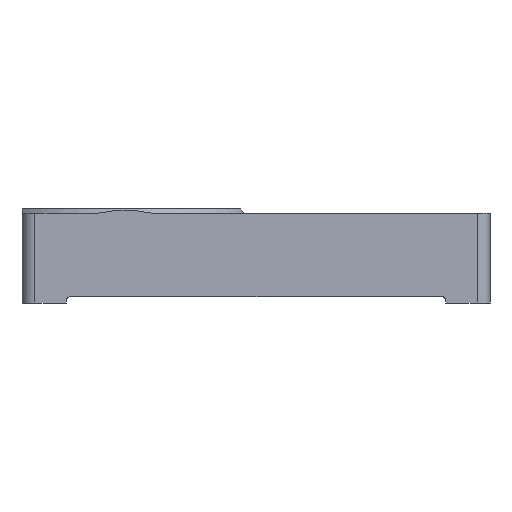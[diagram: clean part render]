
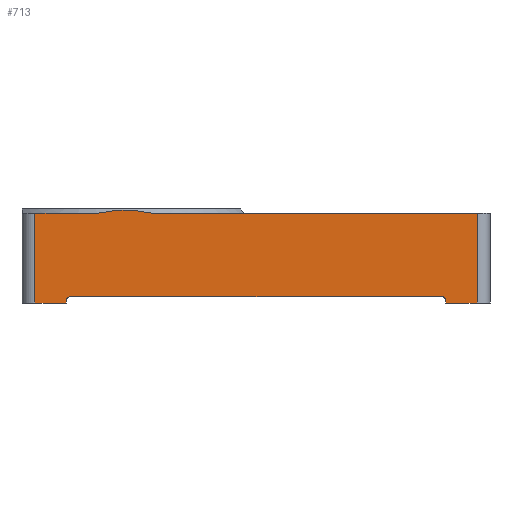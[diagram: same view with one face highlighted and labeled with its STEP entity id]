
A CAD part, left-side view. The second image highlights one B-rep face of the part: STEP entity #713.
In plain terms, the highlighted planar face has unit normal (-1, 0, 0).
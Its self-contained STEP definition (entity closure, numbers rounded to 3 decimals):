
#713=ADVANCED_FACE('',(#2063),#22486,.T.);
#2063=FACE_OUTER_BOUND('',#3480,.T.);
#3480=EDGE_LOOP('',(#7219,#7220,#7221,#7222,#7223,#7224,#7225,#7226,#7227,
#7228,#7229,#7230));
#7219=ORIENTED_EDGE('',*,*,#13571,.F.);
#7220=ORIENTED_EDGE('',*,*,#13482,.T.);
#7221=ORIENTED_EDGE('',*,*,#13502,.F.);
#7222=ORIENTED_EDGE('',*,*,#13511,.F.);
#7223=ORIENTED_EDGE('',*,*,#13503,.F.);
#7224=ORIENTED_EDGE('',*,*,#13513,.F.);
#7225=ORIENTED_EDGE('',*,*,#13504,.F.);
#7226=ORIENTED_EDGE('',*,*,#13509,.T.);
#7227=ORIENTED_EDGE('',*,*,#13572,.T.);
#7228=ORIENTED_EDGE('',*,*,#12766,.F.);
#7229=ORIENTED_EDGE('',*,*,#12703,.F.);
#7230=ORIENTED_EDGE('',*,*,#12764,.F.);
#12703=EDGE_CURVE('',#20255,#20256,#16160,.T.);
#12764=EDGE_CURVE('',#20302,#20255,#16196,.T.);
#12766=EDGE_CURVE('',#20256,#20303,#16198,.T.);
#13482=EDGE_CURVE('',#20664,#20685,#16453,.T.);
#13502=EDGE_CURVE('',#20684,#20685,#16467,.T.);
#13503=EDGE_CURVE('',#20687,#20686,#16468,.T.);
#13504=EDGE_CURVE('',#20689,#20688,#16469,.T.);
#13509=EDGE_CURVE('',#20689,#20666,#16474,.T.);
#13511=EDGE_CURVE('',#20686,#20684,#18229,.T.);
#13513=EDGE_CURVE('',#20688,#20687,#18231,.T.);
#13571=EDGE_CURVE('',#20664,#20302,#18278,.T.);
#13572=EDGE_CURVE('',#20666,#20303,#18279,.T.);
#16160=B_SPLINE_CURVE_WITH_KNOTS('',3,(#34115,#34116,#34117,#34118,#34119,
#34120,#34121,#34122,#34123,#34124,#34125,#34126,#34127,#34128,#34129,#34130,
#34131,#34132,#34133),.UNSPECIFIED.,.F.,.F.,(4,2,2,2,3,2,2,2,4),(0.,1.62,
3.24,4.86,6.48,8.1,9.72,
11.34,12.959),.UNSPECIFIED.);
#16196=B_SPLINE_CURVE_WITH_KNOTS('',1,(#34312,#34313),.UNSPECIFIED.,.F.,
 .F.,(2,2),(0.,14.536),.UNSPECIFIED.);
#16198=B_SPLINE_CURVE_WITH_KNOTS('',1,(#34316,#34317,#34318),
 .UNSPECIFIED.,.F.,.F.,(2,1,2),(0.,43.71,75.398),
 .UNSPECIFIED.);
#16453=B_SPLINE_CURVE_WITH_KNOTS('',1,(#36744,#36745),.UNSPECIFIED.,.F.,
 .F.,(2,2),(-102.781,-95.487),.UNSPECIFIED.);
#16467=B_SPLINE_CURVE_WITH_KNOTS('',1,(#36789,#36790),.UNSPECIFIED.,.F.,
 .F.,(2,2),(-53.104,-52.604),.UNSPECIFIED.);
#16468=B_SPLINE_CURVE_WITH_KNOTS('',1,(#36791,#36792),.UNSPECIFIED.,.F.,
 .F.,(2,2),(18.572,104.765),.UNSPECIFIED.);
#16469=B_SPLINE_CURVE_WITH_KNOTS('',1,(#36793,#36794),.UNSPECIFIED.,.F.,
 .F.,(2,2),(-21.362,-20.862),.UNSPECIFIED.);
#16474=B_SPLINE_CURVE_WITH_KNOTS('',1,(#36803,#36804),.UNSPECIFIED.,.F.,
 .F.,(2,2),(-7.294,0.),.UNSPECIFIED.);
#18229=(
BOUNDED_CURVE()
B_SPLINE_CURVE(2,(#36807,#36808,#36809),.UNSPECIFIED.,.F.,.F.)
B_SPLINE_CURVE_WITH_KNOTS((3,3),(-54.675,-53.104),
 .UNSPECIFIED.)
CURVE()
GEOMETRIC_REPRESENTATION_ITEM()
RATIONAL_B_SPLINE_CURVE((1.,0.707,1.))
REPRESENTATION_ITEM('')
);
#18231=(
BOUNDED_CURVE()
B_SPLINE_CURVE(2,(#36813,#36814,#36815),.UNSPECIFIED.,.F.,.F.)
B_SPLINE_CURVE_WITH_KNOTS((3,3),(-142.439,-140.868),
 .UNSPECIFIED.)
CURVE()
GEOMETRIC_REPRESENTATION_ITEM()
RATIONAL_B_SPLINE_CURVE((1.,0.707,1.))
REPRESENTATION_ITEM('')
);
#18278=(
BOUNDED_CURVE()
B_SPLINE_CURVE(1,(#36961,#36962,#36963,#36964),.UNSPECIFIED.,.F.,.F.)
B_SPLINE_CURVE_WITH_KNOTS((2,1,1,2),(-19.05,-17.361,-15.561,
1.8),.UNSPECIFIED.)
CURVE()
GEOMETRIC_REPRESENTATION_ITEM()
RATIONAL_B_SPLINE_CURVE((1.,1.,1.,1.))
REPRESENTATION_ITEM('')
);
#18279=(
BOUNDED_CURVE()
B_SPLINE_CURVE(1,(#36965,#36966,#36967,#36968),.UNSPECIFIED.,.F.,.F.)
B_SPLINE_CURVE_WITH_KNOTS((2,1,1,2),(-4.05,-2.361,
-0.561,16.8),.UNSPECIFIED.)
CURVE()
GEOMETRIC_REPRESENTATION_ITEM()
RATIONAL_B_SPLINE_CURVE((1.,1.,1.,1.))
REPRESENTATION_ITEM('')
);
#20255=VERTEX_POINT('',#29807);
#20256=VERTEX_POINT('',#29808);
#20302=VERTEX_POINT('',#29854);
#20303=VERTEX_POINT('',#29855);
#20664=VERTEX_POINT('',#30216);
#20666=VERTEX_POINT('',#30218);
#20684=VERTEX_POINT('',#30236);
#20685=VERTEX_POINT('',#30237);
#20686=VERTEX_POINT('',#30238);
#20687=VERTEX_POINT('',#30239);
#20688=VERTEX_POINT('',#30240);
#20689=VERTEX_POINT('',#30241);
#22486=PLANE('',#24113);
#24113=AXIS2_PLACEMENT_3D('',#27543,#25374,$);
#25374=DIRECTION('',(-1.,0.,0.));
#27543=CARTESIAN_POINT('',(-104.575,-20.848,0.954));
#29807=CARTESIAN_POINT('',(-104.575,67.397,0.));
#29808=CARTESIAN_POINT('',(-104.575,54.551,0.));
#29854=CARTESIAN_POINT('',(-104.575,81.933,0.));
#29855=CARTESIAN_POINT('',(-104.575,-20.848,0.));
#30216=CARTESIAN_POINT('',(-104.575,81.933,-20.85));
#30218=CARTESIAN_POINT('',(-104.575,-20.848,-20.85));
#30236=CARTESIAN_POINT('',(-104.575,74.639,-20.35));
#30237=CARTESIAN_POINT('',(-104.575,74.639,-20.85));
#30238=CARTESIAN_POINT('',(-104.575,73.639,-19.35));
#30239=CARTESIAN_POINT('',(-104.575,-12.554,-19.35));
#30240=CARTESIAN_POINT('',(-104.575,-13.554,-20.35));
#30241=CARTESIAN_POINT('',(-104.575,-13.554,-20.85));
#34115=CARTESIAN_POINT('',(-104.575,67.397,0.));
#34116=CARTESIAN_POINT('',(-104.575,66.87,0.12));
#34117=CARTESIAN_POINT('',(-104.575,66.341,0.226));
#34118=CARTESIAN_POINT('',(-104.575,65.276,0.41));
#34119=CARTESIAN_POINT('',(-104.575,64.742,0.487));
#34120=CARTESIAN_POINT('',(-104.575,63.669,0.612));
#34121=CARTESIAN_POINT('',(-104.575,63.132,0.659));
#34122=CARTESIAN_POINT('',(-104.575,62.053,0.723));
#34123=CARTESIAN_POINT('',(-104.575,61.514,0.739));
#34124=CARTESIAN_POINT('',(-104.575,60.974,0.739));
#34125=CARTESIAN_POINT('',(-104.575,60.433,0.739));
#34126=CARTESIAN_POINT('',(-104.575,59.894,0.723));
#34127=CARTESIAN_POINT('',(-104.575,58.816,0.659));
#34128=CARTESIAN_POINT('',(-104.575,58.278,0.612));
#34129=CARTESIAN_POINT('',(-104.575,57.205,0.487));
#34130=CARTESIAN_POINT('',(-104.575,56.671,0.41));
#34131=CARTESIAN_POINT('',(-104.575,55.606,0.226));
#34132=CARTESIAN_POINT('',(-104.575,55.077,0.12));
#34133=CARTESIAN_POINT('',(-104.575,54.551,0.));
#34312=CARTESIAN_POINT('',(-104.575,81.933,0.));
#34313=CARTESIAN_POINT('',(-104.575,67.397,0.));
#34316=CARTESIAN_POINT('',(-104.575,54.551,0.));
#34317=CARTESIAN_POINT('',(-104.575,10.84,0.));
#34318=CARTESIAN_POINT('',(-104.575,-20.848,0.));
#36744=CARTESIAN_POINT('',(-104.575,81.933,-20.85));
#36745=CARTESIAN_POINT('',(-104.575,74.639,-20.85));
#36789=CARTESIAN_POINT('',(-104.575,74.639,-20.35));
#36790=CARTESIAN_POINT('',(-104.575,74.639,-20.85));
#36791=CARTESIAN_POINT('',(-104.575,-12.554,-19.35));
#36792=CARTESIAN_POINT('',(-104.575,73.639,-19.35));
#36793=CARTESIAN_POINT('',(-104.575,-13.554,-20.85));
#36794=CARTESIAN_POINT('',(-104.575,-13.554,-20.35));
#36803=CARTESIAN_POINT('',(-104.575,-13.554,-20.85));
#36804=CARTESIAN_POINT('',(-104.575,-20.848,-20.85));
#36807=CARTESIAN_POINT('',(-104.575,73.639,-19.35));
#36808=CARTESIAN_POINT('',(-104.575,74.639,-19.35));
#36809=CARTESIAN_POINT('',(-104.575,74.639,-20.35));
#36813=CARTESIAN_POINT('',(-104.575,-13.554,-20.35));
#36814=CARTESIAN_POINT('',(-104.575,-13.554,-19.35));
#36815=CARTESIAN_POINT('',(-104.575,-12.554,-19.35));
#36961=CARTESIAN_POINT('',(-104.575,81.933,-20.85));
#36962=CARTESIAN_POINT('',(-104.575,81.933,-19.161));
#36963=CARTESIAN_POINT('',(-104.575,81.933,-17.361));
#36964=CARTESIAN_POINT('',(-104.575,81.933,0.));
#36965=CARTESIAN_POINT('',(-104.575,-20.848,-20.85));
#36966=CARTESIAN_POINT('',(-104.575,-20.848,-19.161));
#36967=CARTESIAN_POINT('',(-104.575,-20.848,-17.361));
#36968=CARTESIAN_POINT('',(-104.575,-20.848,0.));
